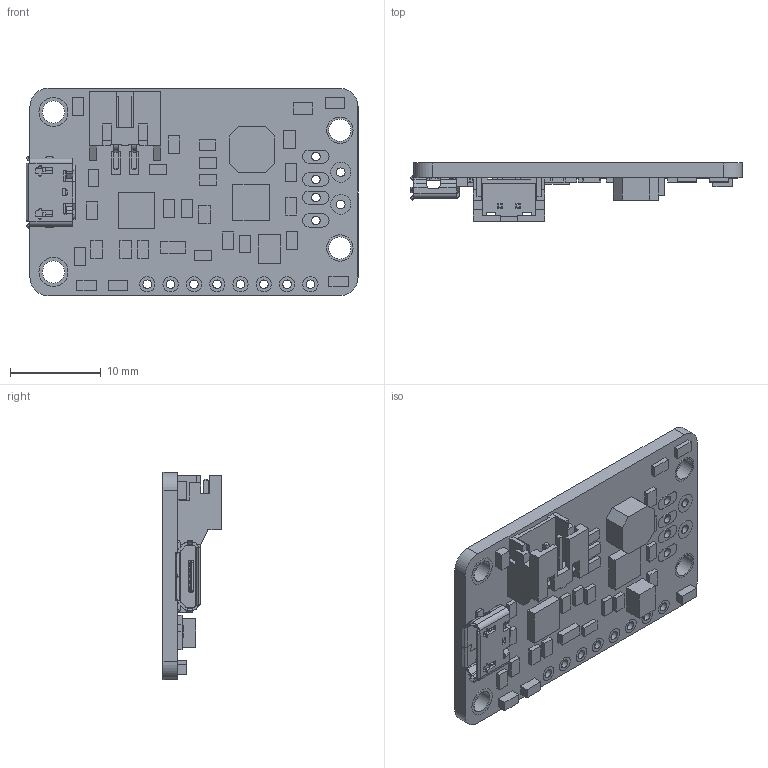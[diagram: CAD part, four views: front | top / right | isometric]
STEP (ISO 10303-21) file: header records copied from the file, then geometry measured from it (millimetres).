
FILE_DESCRIPTION(/* description */ (''),/* implementation_level */ '2;1');
FILE_NAME(/* name */ 'powerboost_orig v8.step',/* time_stamp */ '2021-01-05T19:19:19-08:00',/* author */ (''),/* organization */ (''),/* preprocessor_version */ 'ST-DEVELOPER v18.1',/* originating_system */ 'Autodesk Translation Framework v9.7.1.1290',/* authorisation */ '');
FILE_SCHEMA (('AUTOMOTIVE_DESIGN { 1 0 10303 214 3 1 1 }'));
Length unit declared in the file: millimetre
Products named in the file (51): powerboost_orig; Parts; USB; Shield; Finger; FingerSupport; IC; Component33; Component30; Component35; RES; Component32; Component36; Component22; Component21; Component8; Component18; Component17; Component19; Component7; Component11; Component10; Component24; Component15; Component13; Component9; Component16; Component27; FUSE; Component26; LED; Component23; Component6; Component5; Component4; CAP; Component14; Component12; Component25; Component20 ...
Assembly tree (50 placements, depth 4):
  powerboost_orig
    Parts
      USB
        Shield
        Finger
        FingerSupport
      IC
        Component33
        Component30
        Component35
      RES
        Component32
        Component36
        Component22
        Component21
        Component8
        Component18
        Component17
        Component19
        Component7
        Component11
        Component10
        Component24
        Component15
        Component13
        Component9
        Component16
        Component27
      FUSE
        Component26
      LED
        Component23
        Component6
        Component5
        Component4
      CAP
        Component14
        Component12
        Component25
        Component20
        Component37
        Component28
      INDUCTOR
        Component34
      S2B-PH-SM4-TB
    PCB (1)
      FR4
        PCB
      Pads
        Component29
        Component31
Bounding box: 36.63 x 6.5 x 22.86 mm (x, y, z)
Volume: 1630.5 mm3; surface area: 3514.3 mm2
Topology: 61 solids, 61 shells, 869 faces, 2207 edges, 1443 vertices
Faces by surface type: plane 672, cylinder 179, bspline 14, sphere 4
Full cylindrical faces by diameter (mm): 0.95 x14, 1 x14, 1.676 x8, 2.184 x2, 2.45 x4, 2.5 x4, 2.9 x2, 3.2 x2
Entity records: 27755 total; most frequent: CARTESIAN_POINT 4845, DIRECTION 4478, ORIENTED_EDGE 4406, EDGE_CURVE 2203, LINE 1798, VECTOR 1798, VERTEX_POINT 1443, AXIS2_PLACEMENT_3D 1340
